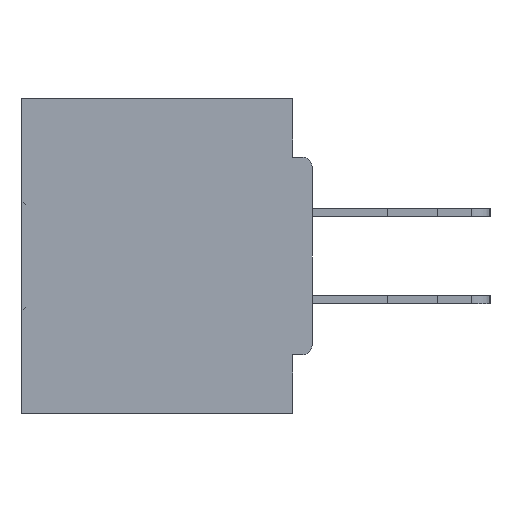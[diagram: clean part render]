
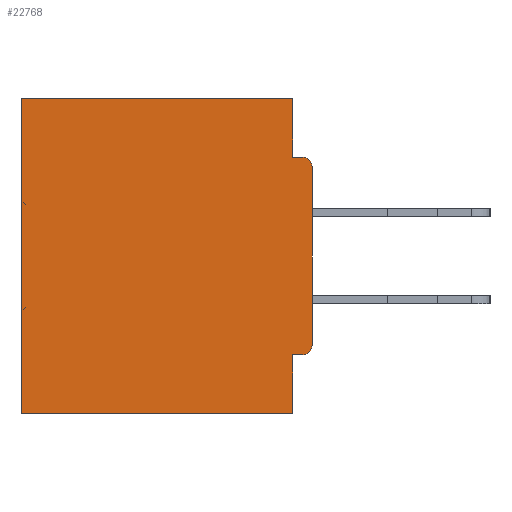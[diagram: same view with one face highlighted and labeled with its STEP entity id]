
A CAD part, left-side view. The second image highlights one B-rep face of the part: STEP entity #22768.
In plain terms, the highlighted planar face has unit normal (-1, 0, 0).
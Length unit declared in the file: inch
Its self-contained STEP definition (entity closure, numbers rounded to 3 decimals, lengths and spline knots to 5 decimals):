
#49 = CARTESIAN_POINT ( 'NONE',  ( 0.298, 0.46, -0.5 ) ) ;
#345 = DIRECTION ( 'NONE',  ( -1., 0., 0. ) ) ;
#814 = CARTESIAN_POINT ( 'NONE',  ( 0.298, 0.015, -0.0935 ) ) ;
#3698 = CARTESIAN_POINT ( 'NONE',  ( 0.298, 0.031, -0.5 ) ) ;
#4887 = LINE ( 'NONE', #3698, #32219 ) ;
#5891 = LINE ( 'NONE', #6604, #22573 ) ;
#6072 = ORIENTED_EDGE ( 'NONE', *, *, #24715, .F. ) ;
#6604 = CARTESIAN_POINT ( 'NONE',  ( 0.298, 0., -0.0935 ) ) ;
#7041 = AXIS2_PLACEMENT_3D ( 'NONE', #17309, #42457, #7060 ) ;
#7060 = DIRECTION ( 'NONE',  ( 0., 0., -1. ) ) ;
#7158 = CARTESIAN_POINT ( 'NONE',  ( 0.298, 0., 0. ) ) ;
#7649 = VERTEX_POINT ( 'NONE', #18833 ) ;
#7919 = AXIS2_PLACEMENT_3D ( 'NONE', #32144, #345, #35758 ) ;
#8039 = EDGE_CURVE ( 'NONE', #7649, #9051, #26218, .T. ) ;
#8541 = CARTESIAN_POINT ( 'NONE',  ( 0.298, 0.031, -0.0935 ) ) ;
#9051 = VERTEX_POINT ( 'NONE', #19380 ) ;
#9138 = LINE ( 'NONE', #39345, #38734 ) ;
#9512 = VECTOR ( 'NONE', #10725, 39.37008 ) ;
#9908 = VERTEX_POINT ( 'NONE', #30631 ) ;
#9922 = EDGE_LOOP ( 'NONE', ( #29694, #6072, #12987, #25286, #32415, #44383, #25958, #20406, #15021, #42836 ) ) ;
#10157 = VERTEX_POINT ( 'NONE', #49 ) ;
#10304 = CARTESIAN_POINT ( 'NONE',  ( 0.298, 0.031, -0.5 ) ) ;
#10579 = FACE_OUTER_BOUND ( 'NONE', #9922, .T. ) ;
#10621 = EDGE_CURVE ( 'NONE', #9908, #17176, #4887, .T. ) ;
#10725 = DIRECTION ( 'NONE',  ( 0., 0., -1. ) ) ;
#11838 = VECTOR ( 'NONE', #23820, 39.37008 ) ;
#12047 = VERTEX_POINT ( 'NONE', #8541 ) ;
#12263 = VECTOR ( 'NONE', #39033, 39.37008 ) ;
#12987 = ORIENTED_EDGE ( 'NONE', *, *, #29324, .F. ) ;
#13041 = VECTOR ( 'NONE', #20526, 39.37008 ) ;
#13468 = CARTESIAN_POINT ( 'NONE',  ( 0.298, 0.031, 0. ) ) ;
#13575 = EDGE_CURVE ( 'NONE', #17176, #10157, #25866, .T. ) ;
#14275 = VECTOR ( 'NONE', #37231, 39.37008 ) ;
#14485 = EDGE_CURVE ( 'NONE', #32767, #9908, #20178, .T. ) ;
#15021 = ORIENTED_EDGE ( 'NONE', *, *, #29378, .T. ) ;
#15327 = CARTESIAN_POINT ( 'NONE',  ( 0.298, 0.46, 0. ) ) ;
#15764 = CIRCLE ( 'NONE', #7919, 0.015 ) ;
#16831 = DIRECTION ( 'NONE',  ( 0., -1., 0. ) ) ;
#17176 = VERTEX_POINT ( 'NONE', #23352 ) ;
#17309 = CARTESIAN_POINT ( 'NONE',  ( 0.298, 0.015, -0.3915 ) ) ;
#17928 = VERTEX_POINT ( 'NONE', #13468 ) ;
#18833 = CARTESIAN_POINT ( 'NONE',  ( 0.298, 0., -0.1085 ) ) ;
#19380 = CARTESIAN_POINT ( 'NONE',  ( 0.298, 0., -0.3915 ) ) ;
#19646 = CARTESIAN_POINT ( 'NONE',  ( 0.298, 0., 0. ) ) ;
#20178 = LINE ( 'NONE', #41633, #11838 ) ;
#20406 = ORIENTED_EDGE ( 'NONE', *, *, #14485, .F. ) ;
#20526 = DIRECTION ( 'NONE',  ( 0., 1., 0. ) ) ;
#22573 = VECTOR ( 'NONE', #16831, 39.37008 ) ;
#22768 = ADVANCED_FACE ( 'NONE', ( #10579 ), #41371, .F. ) ;
#23352 = CARTESIAN_POINT ( 'NONE',  ( 0.298, 0.031, -0.5 ) ) ;
#23820 = DIRECTION ( 'NONE',  ( 0., 1., 0. ) ) ;
#24111 = EDGE_CURVE ( 'NONE', #17928, #38078, #35471, .T. ) ;
#24715 = EDGE_CURVE ( 'NONE', #12047, #31428, #5891, .T. ) ;
#25016 = DIRECTION ( 'NONE',  ( 0., 0., -1. ) ) ;
#25286 = ORIENTED_EDGE ( 'NONE', *, *, #24111, .T. ) ;
#25866 = LINE ( 'NONE', #31335, #13041 ) ;
#25958 = ORIENTED_EDGE ( 'NONE', *, *, #10621, .F. ) ;
#26218 = LINE ( 'NONE', #7158, #9512 ) ;
#27119 = DIRECTION ( 'NONE',  ( 0., 0., -1. ) ) ;
#29324 = EDGE_CURVE ( 'NONE', #17928, #12047, #45744, .T. ) ;
#29378 = EDGE_CURVE ( 'NONE', #32767, #9051, #40611, .T. ) ;
#29694 = ORIENTED_EDGE ( 'NONE', *, *, #36450, .T. ) ;
#30631 = CARTESIAN_POINT ( 'NONE',  ( 0.298, 0.031, -0.4065 ) ) ;
#31335 = CARTESIAN_POINT ( 'NONE',  ( 0.298, 0., -0.5 ) ) ;
#31428 = VERTEX_POINT ( 'NONE', #814 ) ;
#32144 = CARTESIAN_POINT ( 'NONE',  ( 0.298, 0.015, -0.1085 ) ) ;
#32219 = VECTOR ( 'NONE', #25016, 39.37008 ) ;
#32324 = DIRECTION ( 'NONE',  ( 0., 0., -1. ) ) ;
#32415 = ORIENTED_EDGE ( 'NONE', *, *, #45044, .T. ) ;
#32767 = VERTEX_POINT ( 'NONE', #37493 ) ;
#35471 = LINE ( 'NONE', #41421, #14275 ) ;
#35758 = DIRECTION ( 'NONE',  ( 0., 0., -1. ) ) ;
#36450 = EDGE_CURVE ( 'NONE', #7649, #31428, #15764, .T. ) ;
#37231 = DIRECTION ( 'NONE',  ( 0., 1., 0. ) ) ;
#37493 = CARTESIAN_POINT ( 'NONE',  ( 0.298, 0.015, -0.4065 ) ) ;
#37781 = DIRECTION ( 'NONE',  ( 1., 0., 0. ) ) ;
#38078 = VERTEX_POINT ( 'NONE', #15327 ) ;
#38734 = VECTOR ( 'NONE', #32324, 39.37008 ) ;
#39033 = DIRECTION ( 'NONE',  ( 0., 0., -1. ) ) ;
#39345 = CARTESIAN_POINT ( 'NONE',  ( 0.298, 0.46, 0. ) ) ;
#40611 = CIRCLE ( 'NONE', #7041, 0.015 ) ;
#41371 = PLANE ( 'NONE',  #45089 ) ;
#41421 = CARTESIAN_POINT ( 'NONE',  ( 0.298, 0., 0. ) ) ;
#41633 = CARTESIAN_POINT ( 'NONE',  ( 0.298, 0., -0.4065 ) ) ;
#42457 = DIRECTION ( 'NONE',  ( -1., 0., 0. ) ) ;
#42836 = ORIENTED_EDGE ( 'NONE', *, *, #8039, .F. ) ;
#44383 = ORIENTED_EDGE ( 'NONE', *, *, #13575, .F. ) ;
#45044 = EDGE_CURVE ( 'NONE', #38078, #10157, #9138, .T. ) ;
#45089 = AXIS2_PLACEMENT_3D ( 'NONE', #19646, #37781, #27119 ) ;
#45744 = LINE ( 'NONE', #10304, #12263 ) ;
